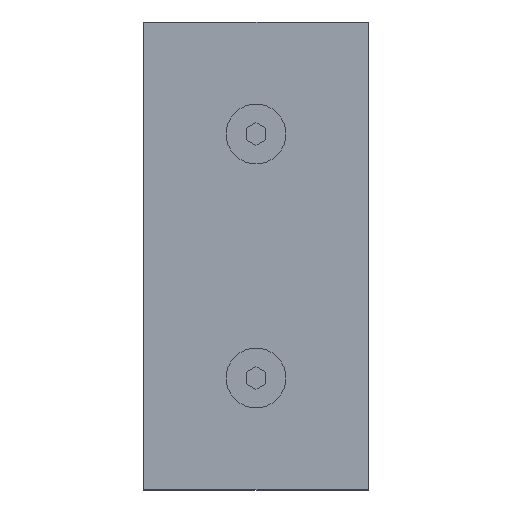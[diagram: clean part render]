
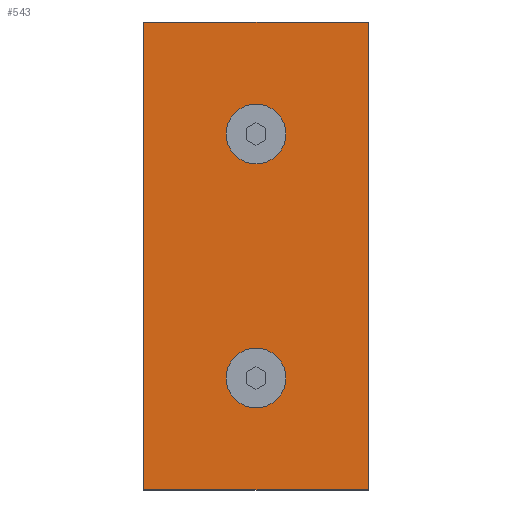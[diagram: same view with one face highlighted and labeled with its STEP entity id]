
A CAD part, left-side view. The second image highlights one B-rep face of the part: STEP entity #543.
In plain terms, the highlighted face is planar.
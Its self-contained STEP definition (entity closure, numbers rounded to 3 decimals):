
#11 = DIRECTION ( 'NONE',  ( 0., 0., 1. ) ) ;
#27 = CARTESIAN_POINT ( 'NONE',  ( 69.5, 0., 22.5 ) ) ;
#29 = DIRECTION ( 'NONE',  ( 0., 1., 0. ) ) ;
#64 = EDGE_CURVE ( 'NONE', #3552, #2854, #3591, .T. ) ;
#169 = CARTESIAN_POINT ( 'NONE',  ( -22.5, 0., 22.5 ) ) ;
#231 = AXIS2_PLACEMENT_3D ( 'NONE', #1257, #3629, #872 ) ;
#249 = LINE ( 'NONE', #4066, #5087 ) ;
#255 = CIRCLE ( 'NONE', #231, 6. ) ;
#413 = CARTESIAN_POINT ( 'NONE',  ( 0., 0., 0. ) ) ;
#527 = CARTESIAN_POINT ( 'NONE',  ( -2., 0., -6. ) ) ;
#543 = ADVANCED_FACE ( 'NONE', ( #1195, #5268, #4062 ), #759, .T. ) ;
#619 = CARTESIAN_POINT ( 'NONE',  ( -2., 0., 0. ) ) ;
#655 = EDGE_CURVE ( 'NONE', #701, #4929, #255, .T. ) ;
#701 = VERTEX_POINT ( 'NONE', #527 ) ;
#759 = PLANE ( 'NONE',  #1043 ) ;
#829 = EDGE_CURVE ( 'NONE', #4929, #701, #4177, .T. ) ;
#872 = DIRECTION ( 'NONE',  ( 0., 0., -1. ) ) ;
#920 = CARTESIAN_POINT ( 'NONE',  ( 47., 0., 0. ) ) ;
#927 = ORIENTED_EDGE ( 'NONE', *, *, #985, .F. ) ;
#953 = EDGE_LOOP ( 'NONE', ( #1440, #5026 ) ) ;
#985 = EDGE_CURVE ( 'NONE', #4711, #1726, #249, .T. ) ;
#1043 = AXIS2_PLACEMENT_3D ( 'NONE', #413, #29, #1675 ) ;
#1117 = CARTESIAN_POINT ( 'NONE',  ( 47., 0., 0. ) ) ;
#1130 = VECTOR ( 'NONE', #5042, 1000. ) ;
#1195 = FACE_BOUND ( 'NONE', #2103, .T. ) ;
#1257 = CARTESIAN_POINT ( 'NONE',  ( -2., 0., 0. ) ) ;
#1266 = LINE ( 'NONE', #2127, #1130 ) ;
#1407 = CIRCLE ( 'NONE', #2677, 6. ) ;
#1440 = ORIENTED_EDGE ( 'NONE', *, *, #829, .T. ) ;
#1466 = CARTESIAN_POINT ( 'NONE',  ( -24.5, 0., -22.5 ) ) ;
#1601 = ORIENTED_EDGE ( 'NONE', *, *, #64, .T. ) ;
#1675 = DIRECTION ( 'NONE',  ( 0., 0., 1. ) ) ;
#1726 = VERTEX_POINT ( 'NONE', #27 ) ;
#1740 = CARTESIAN_POINT ( 'NONE',  ( -2., 0., 6. ) ) ;
#1868 = AXIS2_PLACEMENT_3D ( 'NONE', #619, #2286, #5141 ) ;
#1946 = DIRECTION ( 'NONE',  ( 0., -1., 0. ) ) ;
#1956 = ORIENTED_EDGE ( 'NONE', *, *, #1968, .T. ) ;
#1968 = EDGE_CURVE ( 'NONE', #4004, #2415, #2083, .T. ) ;
#2081 = CARTESIAN_POINT ( 'NONE',  ( 47., 0., -6. ) ) ;
#2083 = CIRCLE ( 'NONE', #4067, 6. ) ;
#2103 = EDGE_LOOP ( 'NONE', ( #1956, #2780 ) ) ;
#2127 = CARTESIAN_POINT ( 'NONE',  ( 22.5, 0., -22.5 ) ) ;
#2191 = EDGE_LOOP ( 'NONE', ( #1601, #3936, #927, #2726 ) ) ;
#2286 = DIRECTION ( 'NONE',  ( 0., -1., 0. ) ) ;
#2353 = DIRECTION ( 'NONE',  ( -1., 0., 0. ) ) ;
#2415 = VERTEX_POINT ( 'NONE', #2081 ) ;
#2432 = CARTESIAN_POINT ( 'NONE',  ( 47., 0., 6. ) ) ;
#2446 = CARTESIAN_POINT ( 'NONE',  ( 69.5, 0., -22.5 ) ) ;
#2600 = VECTOR ( 'NONE', #4451, 1000. ) ;
#2637 = EDGE_CURVE ( 'NONE', #2415, #4004, #1407, .T. ) ;
#2677 = AXIS2_PLACEMENT_3D ( 'NONE', #1117, #1946, #2353 ) ;
#2726 = ORIENTED_EDGE ( 'NONE', *, *, #5081, .T. ) ;
#2780 = ORIENTED_EDGE ( 'NONE', *, *, #2637, .T. ) ;
#2854 = VERTEX_POINT ( 'NONE', #3554 ) ;
#3068 = EDGE_CURVE ( 'NONE', #2854, #1726, #4893, .T. ) ;
#3165 = VECTOR ( 'NONE', #3404, 1000. ) ;
#3404 = DIRECTION ( 'NONE',  ( 1., 0., 0. ) ) ;
#3552 = VERTEX_POINT ( 'NONE', #1466 ) ;
#3554 = CARTESIAN_POINT ( 'NONE',  ( -24.5, 0., 22.5 ) ) ;
#3591 = LINE ( 'NONE', #3984, #2600 ) ;
#3629 = DIRECTION ( 'NONE',  ( 0., -1., 0. ) ) ;
#3936 = ORIENTED_EDGE ( 'NONE', *, *, #3068, .T. ) ;
#3984 = CARTESIAN_POINT ( 'NONE',  ( -24.5, 0., -22.5 ) ) ;
#4004 = VERTEX_POINT ( 'NONE', #2432 ) ;
#4062 = FACE_OUTER_BOUND ( 'NONE', #2191, .T. ) ;
#4066 = CARTESIAN_POINT ( 'NONE',  ( 69.5, 0., -22.5 ) ) ;
#4067 = AXIS2_PLACEMENT_3D ( 'NONE', #920, #4166, #4610 ) ;
#4166 = DIRECTION ( 'NONE',  ( 0., -1., 0. ) ) ;
#4177 = CIRCLE ( 'NONE', #1868, 6. ) ;
#4451 = DIRECTION ( 'NONE',  ( 0., 0., 1. ) ) ;
#4610 = DIRECTION ( 'NONE',  ( -1., 0., 0. ) ) ;
#4711 = VERTEX_POINT ( 'NONE', #2446 ) ;
#4893 = LINE ( 'NONE', #169, #3165 ) ;
#4929 = VERTEX_POINT ( 'NONE', #1740 ) ;
#5026 = ORIENTED_EDGE ( 'NONE', *, *, #655, .T. ) ;
#5042 = DIRECTION ( 'NONE',  ( -1., 0., 0. ) ) ;
#5081 = EDGE_CURVE ( 'NONE', #4711, #3552, #1266, .T. ) ;
#5087 = VECTOR ( 'NONE', #11, 1000. ) ;
#5141 = DIRECTION ( 'NONE',  ( 0., 0., -1. ) ) ;
#5268 = FACE_BOUND ( 'NONE', #953, .T. ) ;
